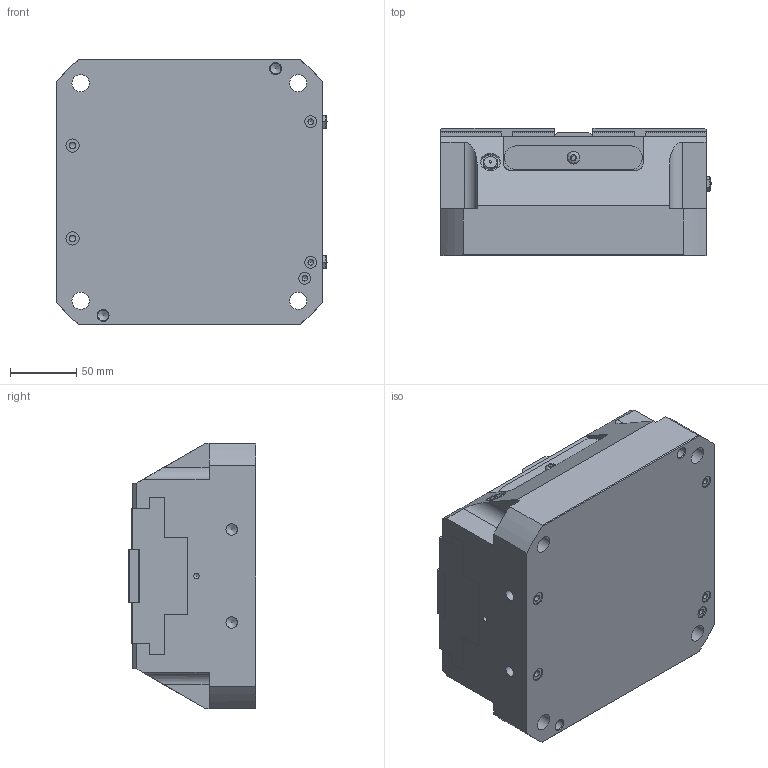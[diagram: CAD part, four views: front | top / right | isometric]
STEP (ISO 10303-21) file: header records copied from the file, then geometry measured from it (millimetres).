
FILE_DESCRIPTION(/* description */ (''),/* implementation_level */ '2;1');
FILE_NAME(/* name */ 'CFB-200-C1-ID-D.stp',/* time_stamp */ '2020-07-20T17:54:43+02:00',/* author */ ('Emilio'),/* organization */ (''),/* preprocessor_version */ 'ST-DEVELOPER v17.2',/* originating_system */ 'Autodesk Inventor 2019',/* authorisation */ '');
FILE_SCHEMA (('AUTOMOTIVE_DESIGN { 1 0 10303 214 3 1 1 }'));
Length unit declared in the file: millimetre
Products named in the file (9): CFB-200-C1-ID-D; Piastrina; Griffa-C1-D; Corpo 200 ID; Mascherina-NO SENS; Tassello; VTB M5; CNS 4558 - M5 x 0,8 x 8; ISO 2338 - 5 h8 x 10 - B(3)
Assembly tree (12 placements, depth 2):
  CFB-200-C1-ID-D
    Piastrina
    Griffa-C1-D  x2
    Corpo 200 ID
    Mascherina-NO SENS
    Tassello  x2
    VTB M5
    CNS 4558 - M5 x 0,8 x 8  x2
    ISO 2338 - 5 h8 x 10 - B(3)  x2
Bounding box: 204 x 95.8 x 200 mm (x, y, z)
Volume: 3178342.4 mm3; surface area: 275897.3 mm2
Topology: 12 solids, 12 shells, 1842 faces, 5495 edges, 3665 vertices
Faces by surface type: plane 1634, cylinder 116, cone 87, sphere 4, bspline 1
Full cylindrical faces by diameter (mm): 4.134 x1, 4.2 x8, 4.917 x2, 5 x9, 5.3 x1, 5.5 x2, 6.647 x32, 6.917 x2, 8 x2, 8.566 x2, 9 x3, 9.5 x1, 10 x4, 13 x4, 15 x2
Entity records: 34842 total; most frequent: CARTESIAN_POINT 6330, ORIENTED_EDGE 6052, DIRECTION 5757, EDGE_CURVE 3026, LINE 2285, VECTOR 2285, VERTEX_POINT 2045, AXIS2_PLACEMENT_3D 1736
